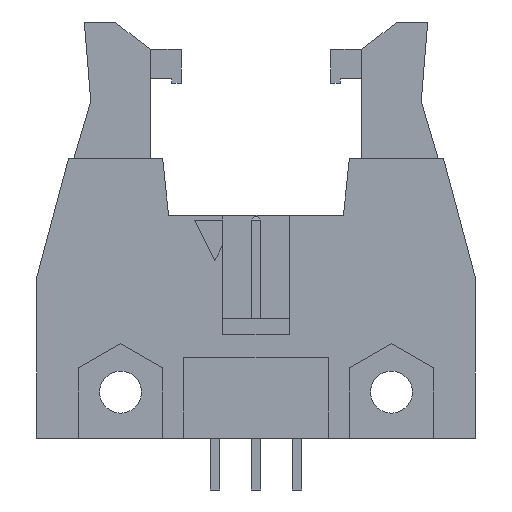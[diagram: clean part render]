
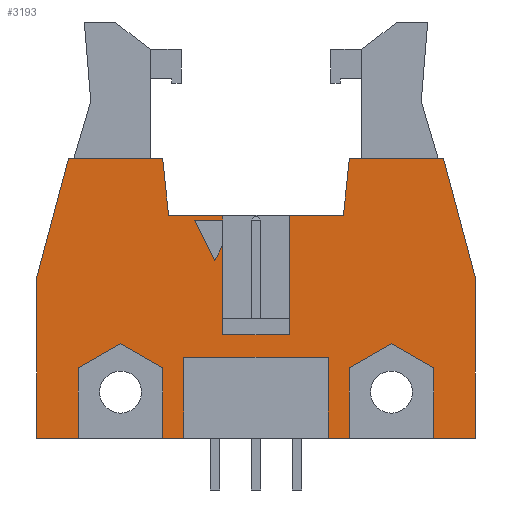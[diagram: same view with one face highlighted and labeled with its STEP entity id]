
A CAD part, front view. The second image highlights one B-rep face of the part: STEP entity #3193.
In plain terms, the highlighted planar face has unit normal (0, -1, 0).
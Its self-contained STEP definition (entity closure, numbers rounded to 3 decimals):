
#2214=CARTESIAN_POINT('',(-2.05,-4.25,13.5));
#2215=VERTEX_POINT('',#2214);
#2222=CARTESIAN_POINT('',(-3.79,-4.25,13.5));
#2223=VERTEX_POINT('',#2222);
#2224=CARTESIAN_POINT('',(0.,-4.25,13.5));
#2225=DIRECTION('',(1.0,0.0,-0.0));
#2226=VECTOR('',#2225,1.0);
#2227=LINE('',#2224,#2226);
#2228=EDGE_CURVE('n� 1092',#2223,#2215,#2227,.T.);
#2244=CARTESIAN_POINT('',(-13.55,-4.25,10.));
#2245=VERTEX_POINT('',#2244);
#2246=CARTESIAN_POINT('',(-13.55,-4.25,0.));
#2247=VERTEX_POINT('',#2246);
#2248=CARTESIAN_POINT('',(-13.55,-4.25,8.65));
#2249=DIRECTION('',(0.0,0.0,-1.0));
#2250=VECTOR('',#2249,1.0);
#2251=LINE('',#2248,#2250);
#2252=EDGE_CURVE('n� 1086',#2245,#2247,#2251,.T.);
#2284=CARTESIAN_POINT('',(-10.98,-4.25,4.355));
#2285=VERTEX_POINT('',#2284);
#2292=CARTESIAN_POINT('',(-10.98,-4.25,0.));
#2293=VERTEX_POINT('',#2292);
#2294=CARTESIAN_POINT('',(-10.98,-4.25,8.65));
#2295=DIRECTION('',(-0.0,-0.0,1.0));
#2296=VECTOR('',#2295,1.0);
#2297=LINE('',#2294,#2296);
#2298=EDGE_CURVE('n� 1084',#2293,#2285,#2297,.T.);
#2315=CARTESIAN_POINT('',(-8.38,-4.25,5.856));
#2316=VERTEX_POINT('',#2315);
#2323=CARTESIAN_POINT('',(-10.98,-4.25,4.355));
#2324=DIRECTION('',(0.866,-0.0,0.5));
#2325=VECTOR('',#2324,1.0);
#2326=LINE('',#2323,#2325);
#2327=EDGE_CURVE('n� 1083',#2285,#2316,#2326,.T.);
#2339=CARTESIAN_POINT('',(-5.78,-4.25,4.355));
#2340=VERTEX_POINT('',#2339);
#2347=CARTESIAN_POINT('',(-8.38,-4.25,5.856));
#2348=DIRECTION('',(0.866,0.0,-0.5));
#2349=VECTOR('',#2348,1.0);
#2350=LINE('',#2347,#2349);
#2351=EDGE_CURVE('n� 1082',#2316,#2340,#2350,.T.);
#2363=CARTESIAN_POINT('',(-5.78,-4.25,0.));
#2364=VERTEX_POINT('',#2363);
#2371=CARTESIAN_POINT('',(-5.78,-4.25,8.65));
#2372=DIRECTION('',(0.0,0.0,-1.0));
#2373=VECTOR('',#2372,1.0);
#2374=LINE('',#2371,#2373);
#2375=EDGE_CURVE('n� 1081',#2340,#2364,#2374,.T.);
#2388=CARTESIAN_POINT('',(-4.46,-4.25,5.));
#2389=VERTEX_POINT('',#2388);
#2396=CARTESIAN_POINT('',(-4.46,-4.25,0.));
#2397=VERTEX_POINT('',#2396);
#2398=CARTESIAN_POINT('',(-4.46,-4.25,8.65));
#2399=DIRECTION('',(-0.0,-0.0,1.0));
#2400=VECTOR('',#2399,1.0);
#2401=LINE('',#2398,#2400);
#2402=EDGE_CURVE('n� 1079',#2397,#2389,#2401,.T.);
#2418=CARTESIAN_POINT('',(4.46,-4.25,5.));
#2419=VERTEX_POINT('',#2418);
#2420=CARTESIAN_POINT('',(0.,-4.25,5.));
#2421=DIRECTION('',(1.0,0.0,0.0));
#2422=VECTOR('',#2421,1.0);
#2423=LINE('',#2420,#2422);
#2424=EDGE_CURVE('n� 1078',#2389,#2419,#2423,.T.);
#2442=CARTESIAN_POINT('',(4.46,-4.25,0.));
#2443=VERTEX_POINT('',#2442);
#2444=CARTESIAN_POINT('',(4.46,-4.25,8.65));
#2445=DIRECTION('',(0.0,0.0,-1.0));
#2446=VECTOR('',#2445,1.0);
#2447=LINE('',#2444,#2446);
#2448=EDGE_CURVE('n� 1077',#2419,#2443,#2447,.T.);
#2467=CARTESIAN_POINT('',(5.78,-4.25,4.355));
#2468=VERTEX_POINT('',#2467);
#2475=CARTESIAN_POINT('',(5.78,-4.25,0.));
#2476=VERTEX_POINT('',#2475);
#2477=CARTESIAN_POINT('',(5.78,-4.25,8.65));
#2478=DIRECTION('',(0.0,-0.0,1.0));
#2479=VECTOR('',#2478,1.0);
#2480=LINE('',#2477,#2479);
#2481=EDGE_CURVE('n� 1075',#2476,#2468,#2480,.T.);
#2498=CARTESIAN_POINT('',(8.38,-4.25,5.856));
#2499=VERTEX_POINT('',#2498);
#2506=CARTESIAN_POINT('',(5.78,-4.25,4.355));
#2507=DIRECTION('',(0.866,-0.0,0.5));
#2508=VECTOR('',#2507,1.0);
#2509=LINE('',#2506,#2508);
#2510=EDGE_CURVE('n� 1074',#2468,#2499,#2509,.T.);
#2522=CARTESIAN_POINT('',(10.98,-4.25,4.355));
#2523=VERTEX_POINT('',#2522);
#2530=CARTESIAN_POINT('',(8.38,-4.25,5.856));
#2531=DIRECTION('',(0.866,0.0,-0.5));
#2532=VECTOR('',#2531,1.0);
#2533=LINE('',#2530,#2532);
#2534=EDGE_CURVE('n� 1073',#2499,#2523,#2533,.T.);
#2546=CARTESIAN_POINT('',(10.98,-4.25,0.));
#2547=VERTEX_POINT('',#2546);
#2554=CARTESIAN_POINT('',(10.98,-4.25,8.65));
#2555=DIRECTION('',(0.0,0.0,-1.0));
#2556=VECTOR('',#2555,1.0);
#2557=LINE('',#2554,#2556);
#2558=EDGE_CURVE('n� 1072',#2523,#2547,#2557,.T.);
#2622=CARTESIAN_POINT('',(13.55,-4.25,0.));
#2623=VERTEX_POINT('',#2622);
#2630=CARTESIAN_POINT('',(0.,-4.25,0.));
#2631=DIRECTION('',(1.0,0.0,0.0));
#2632=VECTOR('',#2631,1.0);
#2633=LINE('',#2630,#2632);
#2634=EDGE_CURVE('n� 1071',#2547,#2623,#2633,.T.);
#2639=CARTESIAN_POINT('',(0.,-4.25,0.));
#2640=DIRECTION('',(1.0,0.0,0.0));
#2641=VECTOR('',#2640,1.0);
#2642=LINE('',#2639,#2641);
#2643=EDGE_CURVE('n� 1076',#2443,#2476,#2642,.T.);
#2648=CARTESIAN_POINT('',(0.,-4.25,0.));
#2649=DIRECTION('',(1.0,0.0,0.0));
#2650=VECTOR('',#2649,1.0);
#2651=LINE('',#2648,#2650);
#2652=EDGE_CURVE('n� 1080',#2364,#2397,#2651,.T.);
#2657=CARTESIAN_POINT('',(0.,-4.25,0.));
#2658=DIRECTION('',(1.0,0.0,0.0));
#2659=VECTOR('',#2658,1.0);
#2660=LINE('',#2657,#2659);
#2661=EDGE_CURVE('n� 1085',#2247,#2293,#2660,.T.);
#2678=CARTESIAN_POINT('',(13.55,-4.25,10.));
#2679=VERTEX_POINT('',#2678);
#2680=CARTESIAN_POINT('',(13.55,-4.25,8.65));
#2681=DIRECTION('',(-0.0,-0.0,1.0));
#2682=VECTOR('',#2681,1.0);
#2683=LINE('',#2680,#2682);
#2684=EDGE_CURVE('n� 1070',#2623,#2679,#2683,.T.);
#2709=CARTESIAN_POINT('',(-2.54,-4.25,11.));
#2710=VERTEX_POINT('',#2709);
#2719=CARTESIAN_POINT('',(-2.54,-4.25,11.));
#2720=DIRECTION('',(-0.447,-0.0,0.894));
#2721=VECTOR('',#2720,1.0);
#2722=LINE('',#2719,#2721);
#2723=EDGE_CURVE('n� 1061',#2710,#2223,#2722,.T.);
#2733=CARTESIAN_POINT('',(11.594,-4.25,17.3));
#2734=VERTEX_POINT('',#2733);
#2735=CARTESIAN_POINT('',(13.55,-4.25,10.));
#2736=DIRECTION('',(-0.259,-0.0,0.966));
#2737=VECTOR('',#2736,1.0);
#2738=LINE('',#2735,#2737);
#2739=EDGE_CURVE('n� 1069',#2679,#2734,#2738,.T.);
#2936=CARTESIAN_POINT('',(-11.594,-4.25,17.3));
#2937=VERTEX_POINT('',#2936);
#2938=CARTESIAN_POINT('',(-11.594,-4.25,17.3));
#2939=DIRECTION('',(-0.259,0.0,-0.966));
#2940=VECTOR('',#2939,1.0);
#2941=LINE('',#2938,#2940);
#2942=EDGE_CURVE('n� 1087',#2937,#2245,#2941,.T.);
#3064=CARTESIAN_POINT('',(-2.05,-4.25,11.98));
#3065=VERTEX_POINT('',#3064);
#3066=CARTESIAN_POINT('',(-2.05,-4.25,11.98));
#3067=DIRECTION('',(-0.447,0.0,-0.894));
#3068=VECTOR('',#3067,1.0);
#3069=LINE('',#3066,#3068);
#3070=EDGE_CURVE('n� 1062',#3065,#2710,#3069,.T.);
#3088=ORIENTED_EDGE('',*,*,#3070,.T.);
#3089=ORIENTED_EDGE('',*,*,#2723,.T.);
#3090=ORIENTED_EDGE('',*,*,#2228,.T.);
#3091=CARTESIAN_POINT('',(-2.05,-4.25,13.8));
#3092=VERTEX_POINT('',#3091);
#3093=CARTESIAN_POINT('',(-2.05,-4.25,10.1));
#3094=DIRECTION('',(0.0,0.0,-1.0));
#3095=VECTOR('',#3094,1.0);
#3096=LINE('',#3093,#3095);
#3097=EDGE_CURVE('n� 671',#3092,#2215,#3096,.T.);
#3098=ORIENTED_EDGE('',*,*,#3097,.F.);
#3099=CARTESIAN_POINT('',(-5.411,-4.25,13.8));
#3100=VERTEX_POINT('',#3099);
#3101=CARTESIAN_POINT('',(0.,-4.25,13.8));
#3102=DIRECTION('',(1.0,0.0,0.0));
#3103=VECTOR('',#3102,1.0);
#3104=LINE('',#3101,#3103);
#3105=EDGE_CURVE('n� 714',#3100,#3092,#3104,.T.);
#3106=ORIENTED_EDGE('',*,*,#3105,.F.);
#3107=CARTESIAN_POINT('',(-5.774,-4.25,17.3));
#3108=VERTEX_POINT('',#3107);
#3109=CARTESIAN_POINT('',(-5.593,-4.25,15.55));
#3110=DIRECTION('',(0.103,0.0,-0.995));
#3111=VECTOR('',#3110,1.0);
#3112=LINE('',#3109,#3111);
#3113=EDGE_CURVE('n� 736',#3108,#3100,#3112,.T.);
#3114=ORIENTED_EDGE('',*,*,#3113,.F.);
#3115=CARTESIAN_POINT('',(-8.684,-4.25,17.3));
#3116=DIRECTION('',(1.0,0.0,-0.0));
#3117=VECTOR('',#3116,1.0);
#3118=LINE('',#3115,#3117);
#3119=EDGE_CURVE('n� 763',#2937,#3108,#3118,.T.);
#3120=ORIENTED_EDGE('',*,*,#3119,.F.);
#3121=ORIENTED_EDGE('',*,*,#2942,.T.);
#3122=ORIENTED_EDGE('',*,*,#2252,.T.);
#3123=ORIENTED_EDGE('',*,*,#2661,.T.);
#3124=ORIENTED_EDGE('',*,*,#2298,.T.);
#3125=ORIENTED_EDGE('',*,*,#2327,.T.);
#3126=ORIENTED_EDGE('',*,*,#2351,.T.);
#3127=ORIENTED_EDGE('',*,*,#2375,.T.);
#3128=ORIENTED_EDGE('',*,*,#2652,.T.);
#3129=ORIENTED_EDGE('',*,*,#2402,.T.);
#3130=ORIENTED_EDGE('',*,*,#2424,.T.);
#3131=ORIENTED_EDGE('',*,*,#2448,.T.);
#3132=ORIENTED_EDGE('',*,*,#2643,.T.);
#3133=ORIENTED_EDGE('',*,*,#2481,.T.);
#3134=ORIENTED_EDGE('',*,*,#2510,.T.);
#3135=ORIENTED_EDGE('',*,*,#2534,.T.);
#3136=ORIENTED_EDGE('',*,*,#2558,.T.);
#3137=ORIENTED_EDGE('',*,*,#2634,.T.);
#3138=ORIENTED_EDGE('',*,*,#2684,.T.);
#3139=ORIENTED_EDGE('',*,*,#2739,.T.);
#3140=CARTESIAN_POINT('',(5.774,-4.25,17.3));
#3141=VERTEX_POINT('',#3140);
#3142=CARTESIAN_POINT('',(8.684,-4.25,17.3));
#3143=DIRECTION('',(1.0,0.0,0.0));
#3144=VECTOR('',#3143,1.0);
#3145=LINE('',#3142,#3144);
#3146=EDGE_CURVE('n� 883',#3141,#2734,#3145,.T.);
#3147=ORIENTED_EDGE('',*,*,#3146,.F.);
#3148=CARTESIAN_POINT('',(5.411,-4.25,13.8));
#3149=VERTEX_POINT('',#3148);
#3150=CARTESIAN_POINT('',(5.592,-4.25,15.55));
#3151=DIRECTION('',(0.103,-0.0,0.995));
#3152=VECTOR('',#3151,1.0);
#3153=LINE('',#3150,#3152);
#3154=EDGE_CURVE('n� 957',#3149,#3141,#3153,.T.);
#3155=ORIENTED_EDGE('',*,*,#3154,.F.);
#3156=CARTESIAN_POINT('',(2.05,-4.25,13.8));
#3157=VERTEX_POINT('',#3156);
#3158=CARTESIAN_POINT('',(0.,-4.25,13.8));
#3159=DIRECTION('',(1.0,0.0,-0.0));
#3160=VECTOR('',#3159,1.0);
#3161=LINE('',#3158,#3160);
#3162=EDGE_CURVE('n� 979',#3157,#3149,#3161,.T.);
#3163=ORIENTED_EDGE('',*,*,#3162,.F.);
#3164=CARTESIAN_POINT('',(2.05,-4.25,6.4));
#3165=VERTEX_POINT('',#3164);
#3166=CARTESIAN_POINT('',(2.05,-4.25,10.1));
#3167=DIRECTION('',(-0.0,-0.0,1.0));
#3168=VECTOR('',#3167,1.0);
#3169=LINE('',#3166,#3168);
#3170=EDGE_CURVE('n� 930',#3165,#3157,#3169,.T.);
#3171=ORIENTED_EDGE('',*,*,#3170,.F.);
#3172=CARTESIAN_POINT('',(-2.05,-4.25,6.4));
#3173=VERTEX_POINT('',#3172);
#3174=CARTESIAN_POINT('',(0.,-4.25,6.4));
#3175=DIRECTION('',(1.0,0.0,0.0));
#3176=VECTOR('',#3175,1.0);
#3177=LINE('',#3174,#3176);
#3178=EDGE_CURVE('n� 648',#3173,#3165,#3177,.T.);
#3179=ORIENTED_EDGE('',*,*,#3178,.F.);
#3180=CARTESIAN_POINT('',(-2.05,-4.25,10.1));
#3181=DIRECTION('',(-0.0,0.0,-1.0));
#3182=VECTOR('',#3181,1.0);
#3183=LINE('',#3180,#3182);
#3184=EDGE_CURVE('n� 677',#3065,#3173,#3183,.T.);
#3185=ORIENTED_EDGE('',*,*,#3184,.F.);
#3186=EDGE_LOOP('',(
    #3088,#3089,#3090,#3098,#3106,#3114,#3120,#3121,#3122,#3123,
    #3124,#3125,#3126,#3127,#3128,#3129,#3130,#3131,#3132,#3133,
    #3134,#3135,#3136,#3137,#3138,#3139,#3147,#3155,#3163,#3171,
    #3179,#3185));
#3187=FACE_OUTER_BOUND('',#3186,.T.);
#3188=CARTESIAN_POINT('',(-14.905,-4.25,-0.865));
#3189=DIRECTION('',(0.0,-1.0,-0.0));
#3190=DIRECTION('',(1.0,0.0,0.0));
#3191=AXIS2_PLACEMENT_3D('',#3188,#3189,#3190);
#3192=PLANE('',#3191);
#3193=ADVANCED_FACE('n� 1058',(#3187),#3192,.T.);
